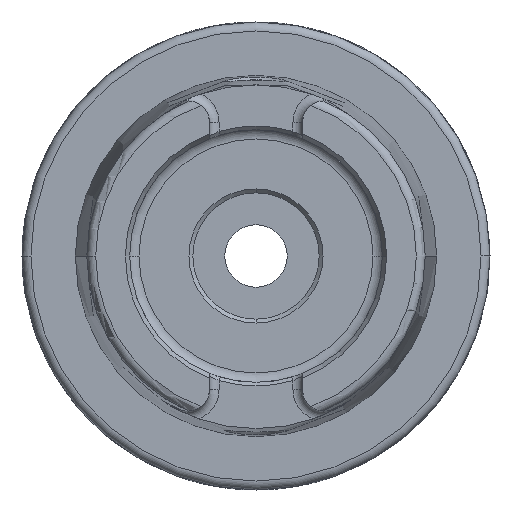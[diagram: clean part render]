
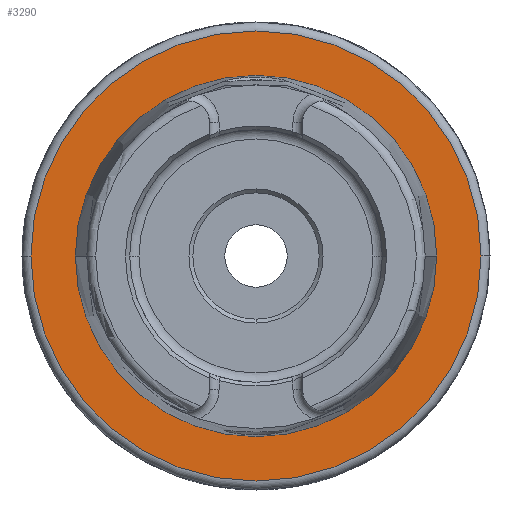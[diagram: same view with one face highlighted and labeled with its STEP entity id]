
A CAD part, left-side view. The second image highlights one B-rep face of the part: STEP entity #3290.
In plain terms, the highlighted planar face has unit normal (-1, 0, 0).
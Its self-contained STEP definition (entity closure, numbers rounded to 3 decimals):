
#61 = AXIS2_PLACEMENT_3D ( 'NONE', #5759, #2160, #6376 ) ;
#315 = FACE_BOUND ( 'NONE', #656, .T. ) ;
#332 = CIRCLE ( 'NONE', #2408, 30.3 ) ;
#656 = EDGE_LOOP ( 'NONE', ( #4501, #3934 ) ) ;
#755 = CARTESIAN_POINT ( 'NONE',  ( 0., -24.321, 0. ) ) ;
#991 = EDGE_CURVE ( 'NONE', #4008, #994, #1800, .T. ) ;
#994 = VERTEX_POINT ( 'NONE', #1379 ) ;
#1075 = DIRECTION ( 'NONE',  ( -1., 0., 0. ) ) ;
#1379 = CARTESIAN_POINT ( 'NONE',  ( 0., 24.321, 0. ) ) ;
#1775 = AXIS2_PLACEMENT_3D ( 'NONE', #7739, #1075, #5340 ) ;
#1800 = CIRCLE ( 'NONE', #6478, 24.321 ) ;
#1920 = EDGE_CURVE ( 'NONE', #2182, #5118, #332, .T. ) ;
#2160 = DIRECTION ( 'NONE',  ( 1., 0., 0. ) ) ;
#2182 = VERTEX_POINT ( 'NONE', #3208 ) ;
#2220 = DIRECTION ( 'NONE',  ( 1., 0., 0. ) ) ;
#2276 = CIRCLE ( 'NONE', #61, 30.3 ) ;
#2408 = AXIS2_PLACEMENT_3D ( 'NONE', #6160, #2220, #6001 ) ;
#2766 = CIRCLE ( 'NONE', #4906, 24.321 ) ;
#3110 = DIRECTION ( 'NONE',  ( 1., 0., 0. ) ) ;
#3208 = CARTESIAN_POINT ( 'NONE',  ( 0., 30.3, 0. ) ) ;
#3290 = ADVANCED_FACE ( 'NONE', ( #315, #6609 ), #7722, .T. ) ;
#3297 = ORIENTED_EDGE ( 'NONE', *, *, #5925, .F. ) ;
#3934 = ORIENTED_EDGE ( 'NONE', *, *, #991, .T. ) ;
#4008 = VERTEX_POINT ( 'NONE', #755 ) ;
#4501 = ORIENTED_EDGE ( 'NONE', *, *, #5507, .T. ) ;
#4906 = AXIS2_PLACEMENT_3D ( 'NONE', #6689, #3110, #7320 ) ;
#5118 = VERTEX_POINT ( 'NONE', #7901 ) ;
#5340 = DIRECTION ( 'NONE',  ( 0., -1., 0. ) ) ;
#5434 = EDGE_LOOP ( 'NONE', ( #6830, #3297 ) ) ;
#5507 = EDGE_CURVE ( 'NONE', #994, #4008, #2766, .T. ) ;
#5759 = CARTESIAN_POINT ( 'NONE',  ( 0., 0., 0. ) ) ;
#5925 = EDGE_CURVE ( 'NONE', #5118, #2182, #2276, .T. ) ;
#5933 = CARTESIAN_POINT ( 'NONE',  ( 0., 0., 0. ) ) ;
#5970 = DIRECTION ( 'NONE',  ( 1., 0., 0. ) ) ;
#6001 = DIRECTION ( 'NONE',  ( 0., 1., 0. ) ) ;
#6004 = DIRECTION ( 'NONE',  ( 0., 1., 0. ) ) ;
#6160 = CARTESIAN_POINT ( 'NONE',  ( 0., 0., 0. ) ) ;
#6376 = DIRECTION ( 'NONE',  ( 0., 1., 0. ) ) ;
#6478 = AXIS2_PLACEMENT_3D ( 'NONE', #5933, #5970, #6004 ) ;
#6609 = FACE_OUTER_BOUND ( 'NONE', #5434, .T. ) ;
#6689 = CARTESIAN_POINT ( 'NONE',  ( 0., 0., 0. ) ) ;
#6830 = ORIENTED_EDGE ( 'NONE', *, *, #1920, .F. ) ;
#7320 = DIRECTION ( 'NONE',  ( 0., 1., 0. ) ) ;
#7722 = PLANE ( 'NONE',  #1775 ) ;
#7739 = CARTESIAN_POINT ( 'NONE',  ( 0., 24.321, 0. ) ) ;
#7901 = CARTESIAN_POINT ( 'NONE',  ( 0., -30.3, 0. ) ) ;
